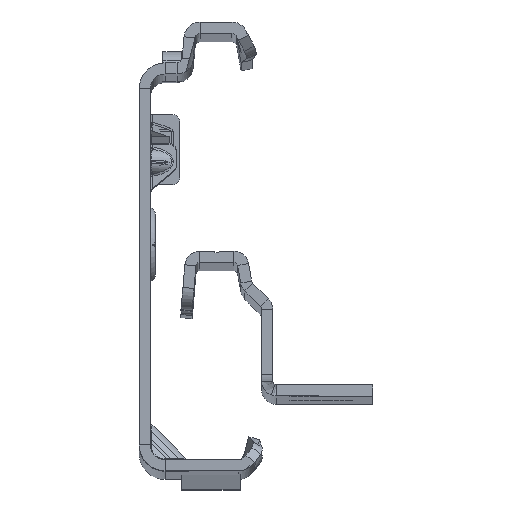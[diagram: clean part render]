
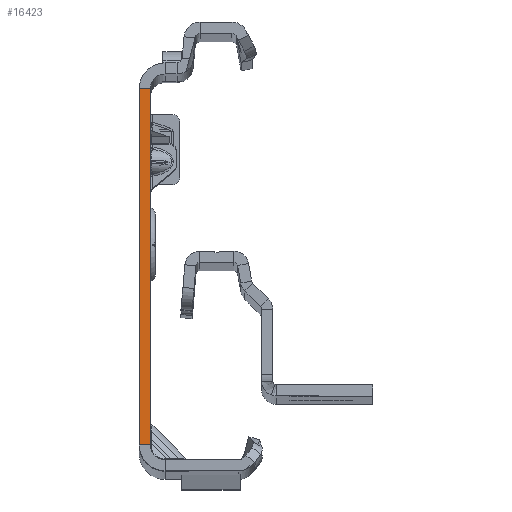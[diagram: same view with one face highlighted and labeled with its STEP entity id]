
A CAD part, top view. The second image highlights one B-rep face of the part: STEP entity #16423.
In plain terms, the highlighted planar face has unit normal (0, 0, 1).
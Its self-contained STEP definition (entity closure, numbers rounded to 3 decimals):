
#496 = VERTEX_POINT ( 'NONE', #17467 ) ;
#638 = VERTEX_POINT ( 'NONE', #20114 ) ;
#1359 = LINE ( 'NONE', #43529, #51582 ) ;
#2029 = DIRECTION ( 'NONE',  ( 0., -1., 0. ) ) ;
#2133 = LINE ( 'NONE', #32290, #40421 ) ;
#2561 = DIRECTION ( 'NONE',  ( -1., 0., 0. ) ) ;
#11215 = VERTEX_POINT ( 'NONE', #30465 ) ;
#11827 = VECTOR ( 'NONE', #2029, 1000. ) ;
#14711 = EDGE_CURVE ( 'NONE', #11215, #638, #1359, .T. ) ;
#15055 = CARTESIAN_POINT ( 'NONE',  ( 0., -25.865, 0. ) ) ;
#16123 = CARTESIAN_POINT ( 'NONE',  ( -1.5, -27.865, 0. ) ) ;
#16423 = ADVANCED_FACE ( 'NONE', ( #44969 ), #27550, .T. ) ;
#16472 = ORIENTED_EDGE ( 'NONE', *, *, #25563, .F. ) ;
#17467 = CARTESIAN_POINT ( 'NONE',  ( 0., -25.865, 0. ) ) ;
#18706 = AXIS2_PLACEMENT_3D ( 'NONE', #16123, #27805, #48516 ) ;
#19001 = DIRECTION ( 'NONE',  ( 0., -1., 0. ) ) ;
#20114 = CARTESIAN_POINT ( 'NONE',  ( -1.5, -25.865, 0. ) ) ;
#21396 = EDGE_CURVE ( 'NONE', #28342, #496, #40405, .T. ) ;
#24888 = ORIENTED_EDGE ( 'NONE', *, *, #40032, .T. ) ;
#25059 = ORIENTED_EDGE ( 'NONE', *, *, #21396, .F. ) ;
#25563 = EDGE_CURVE ( 'NONE', #496, #638, #27288, .T. ) ;
#26565 = VECTOR ( 'NONE', #2561, 1000. ) ;
#27288 = LINE ( 'NONE', #15055, #26565 ) ;
#27550 = PLANE ( 'NONE',  #18706 ) ;
#27805 = DIRECTION ( 'NONE',  ( 0., 0., 1. ) ) ;
#28342 = VERTEX_POINT ( 'NONE', #33970 ) ;
#30465 = CARTESIAN_POINT ( 'NONE',  ( -1.5, 22.135, 0. ) ) ;
#32290 = CARTESIAN_POINT ( 'NONE',  ( 0., 22.135, 0. ) ) ;
#33970 = CARTESIAN_POINT ( 'NONE',  ( 0., 22.135, 0. ) ) ;
#35718 = EDGE_LOOP ( 'NONE', ( #25059, #24888, #41327, #16472 ) ) ;
#40032 = EDGE_CURVE ( 'NONE', #28342, #11215, #2133, .T. ) ;
#40245 = DIRECTION ( 'NONE',  ( -1., 0., 0. ) ) ;
#40405 = LINE ( 'NONE', #43419, #11827 ) ;
#40421 = VECTOR ( 'NONE', #40245, 1000. ) ;
#41327 = ORIENTED_EDGE ( 'NONE', *, *, #14711, .T. ) ;
#43419 = CARTESIAN_POINT ( 'NONE',  ( 0., -27.865, 0. ) ) ;
#43529 = CARTESIAN_POINT ( 'NONE',  ( -1.5, -27.865, 0. ) ) ;
#44969 = FACE_OUTER_BOUND ( 'NONE', #35718, .T. ) ;
#48516 = DIRECTION ( 'NONE',  ( 1., 0., 0. ) ) ;
#51582 = VECTOR ( 'NONE', #19001, 1000. ) ;
